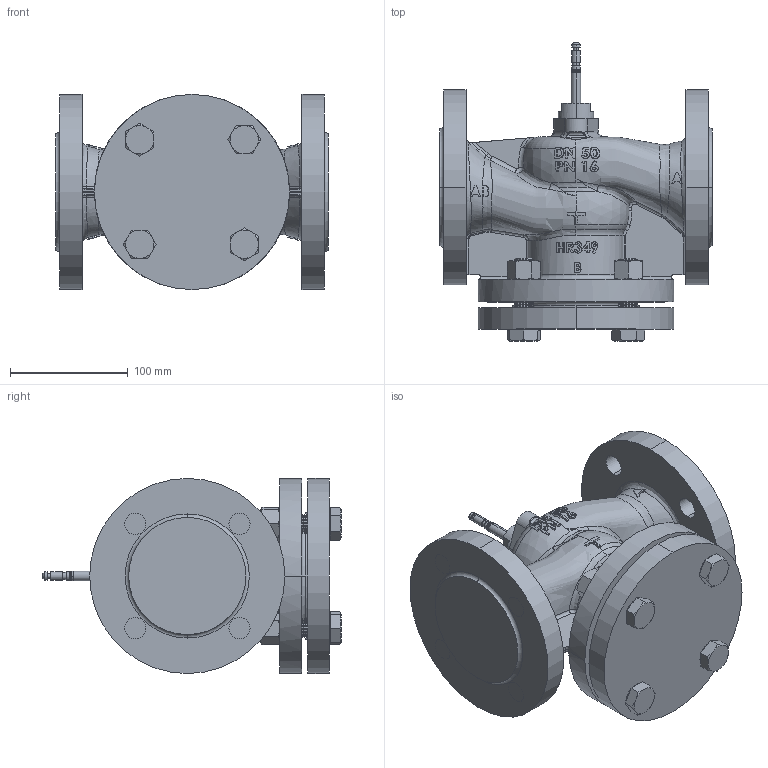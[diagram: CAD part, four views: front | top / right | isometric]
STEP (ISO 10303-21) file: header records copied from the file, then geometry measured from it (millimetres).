
FILE_DESCRIPTION (( 'STEP AP203' ), '1' );
FILE_NAME ('216_DN50_DEF.STEP', '2012-02-23T07:24:18', ( 'test' ), ( '' ), 'SwSTEP 2.0', 'SolidWorks 2011', '' );
FILE_SCHEMA (( 'CONFIG_CONTROL_DESIGN' ));
Products named in the file (1): 216_DN50_DEF
Bounding box: 230.69 x 252.76 x 165.5 mm (x, y, z)
Volume: 2904167.3 mm3; surface area: 285491.7 mm2
Topology: 1 solids, 3 shells, 1000 faces, 2575 edges, 1642 vertices
Faces by surface type: plane 356, bspline 277, cylinder 160, cone 144, torus 32, sphere 31
Entity records: 145061 total; most frequent: CARTESIAN_POINT 123073, ORIENTED_EDGE 5134, DIRECTION 3751, EDGE_CURVE 2567, VERTEX_POINT 1642, AXIS2_PLACEMENT_3D 1554, B_SPLINE_CURVE_WITH_KNOTS 1094, EDGE_LOOP 1077
